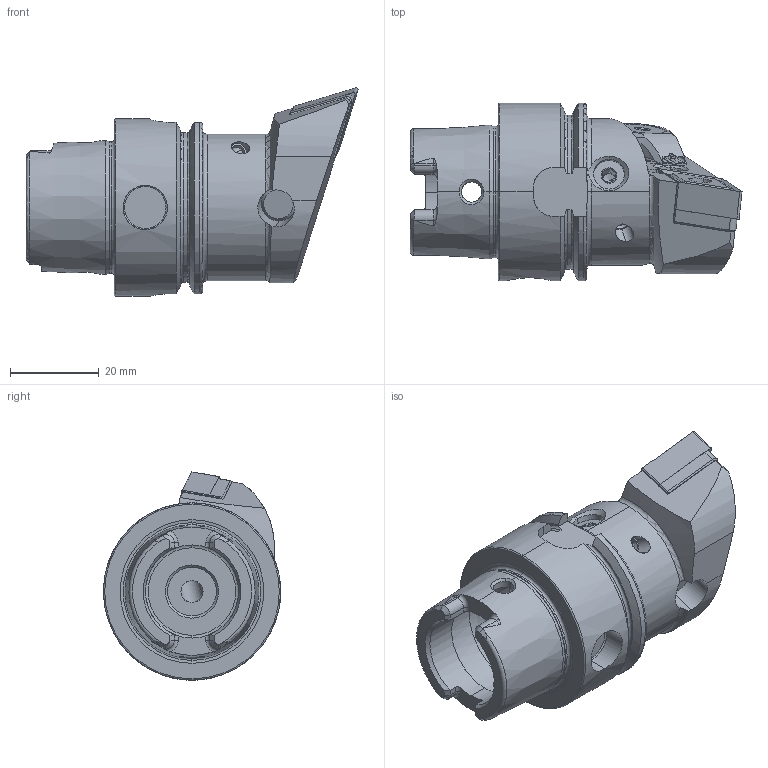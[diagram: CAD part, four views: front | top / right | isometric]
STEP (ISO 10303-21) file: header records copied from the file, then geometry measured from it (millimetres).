
FILE_DESCRIPTION (( 'STEP AP214' ), '1' );
FILE_NAME ('HA4.PDF.LHA.055-HP.STEP', '2024-08-20T11:46:57', ( '' ), ( '' ), 'SwSTEP 2.0', 'SolidWorks 2022', '' );
FILE_SCHEMA (( 'AUTOMOTIVE_DESIGN' ));
Length unit declared in the file: millimetre
Products named in the file (15): CHP-ER1.008.011_A; WCD-ER4.101.017_A; CHP-PCX.000.022_B; DIN 3771 - 13x1; KVT_MB_600_040; CHP-PCX.000.022_Düse; DIN 7991 - M5x18; WDF-ER3.101.000_A; DNMG150604; WDF-ER2.101.003_A; HA4-PDF.LHA.055-HP_A_Fertigbearbeitung; ISO 8752 2x8; DIN 3771 - 6.5x1.5; WCD-ER1.101.000; HA4.PDF.LHA.055-HP
Assembly tree (14 placements, depth 3):
  HA4.PDF.LHA.055-HP
    HA4-PDF.LHA.055-HP_A_Fertigbearbeitung
    DNMG150604
    WCD-ER1.101.000
    WCD-ER4.101.017_A
    WDF-ER3.101.000_A
    WDF-ER2.101.003_A
    CHP-PCX.000.022_Düse
      CHP-PCX.000.022_B
      DIN 3771 - 13x1
      DIN 3771 - 6.5x1.5
      DIN 7991 - M5x18
    CHP-ER1.008.011_A
    ISO 8752 2x8
    KVT_MB_600_040
Bounding box: 74.9 x 40 x 47 mm (x, y, z)
Volume: 43853.5 mm3; surface area: 20161.4 mm2
Topology: 14 solids, 14 shells, 632 faces, 1594 edges, 963 vertices
Faces by surface type: cylinder 182, plane 169, cone 151, torus 74, bspline 54, sphere 2
Entity records: 24447 total; most frequent: CARTESIAN_POINT 8775, ORIENTED_EDGE 3126, DIRECTION 2862, EDGE_CURVE 1563, AXIS2_PLACEMENT_3D 1135, VERTEX_POINT 960, EDGE_LOOP 661, ADVANCED_FACE 632
